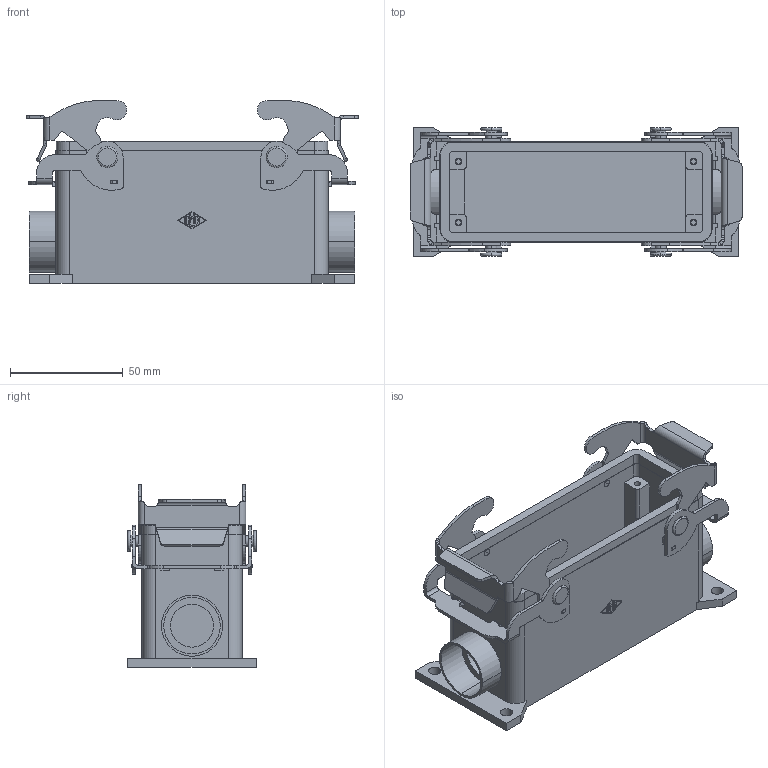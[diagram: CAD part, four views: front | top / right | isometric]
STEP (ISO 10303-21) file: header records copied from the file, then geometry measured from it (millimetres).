
FILE_DESCRIPTION(('Creo Elements/Direct Modeling STEP Export'),'2;1');
FILE_NAME('0ln7uvk49a7q1om4008','2017-02-20T15:40:14',(''),(''),'PTC Creo Elements/Direct Modeling STEP processor for AP214 (Solid Model)','PTC Creo Elements/Direct Modeling 19.0E 27-Jun-2016 (C) Parametric Technology GmbH','');
FILE_SCHEMA(('AUTOMOTIVE_DESIGN { 1 0 10303 214 1 1 1 1 }'));
Length unit declared in the file: millimetre
Products named in the file (1): M7PE_24.25
Bounding box: 146.97 x 57 x 81 mm (x, y, z)
Volume: 125970.4 mm3; surface area: 72537.7 mm2
Topology: 1 solids, 1 shells, 609 faces, 1660 edges, 1095 vertices
Faces by surface type: plane 293, cylinder 270, bspline 28, torus 10, cone 8
Entity records: 30099 total; most frequent: CARTESIAN_POINT 9759, ORIENTED_EDGE 3304, DIRECTION 3141, EDGE_CURVE 1652, VERTEX_POINT 1095, AXIS2_PLACEMENT_3D 1055, VECTOR 1031, LINE 1031
